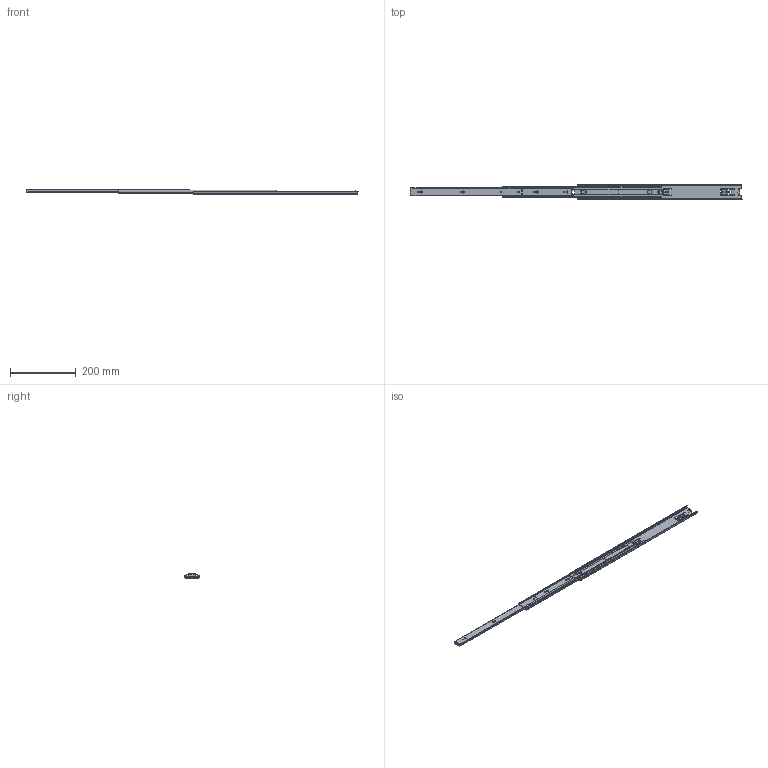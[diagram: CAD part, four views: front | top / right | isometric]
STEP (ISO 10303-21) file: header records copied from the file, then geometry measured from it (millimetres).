
FILE_DESCRIPTION (( 'STEP AP203' ), '1' );
FILE_NAME ('46006200-20.STEP', '2016-05-09T00:48:47', ( '' ), ( '' ), 'SwSTEP 2.0', 'SolidWorks 2016', '' );
FILE_SCHEMA (( 'CONFIG_CONTROL_DESIGN' ));
Length unit declared in the file: millimetre
Products named in the file (4): 46006200-20; 46006201-20; 46006202-20; 46006203-20
Assembly tree (3 placements, depth 2):
  46006200-20
    46006201-20
    46006202-20
    46006203-20
Bounding box: 1008 x 45.4 x 12.7 mm (x, y, z)
Volume: 87016 mm3; surface area: 143847.3 mm2
Topology: 3 solids, 3 shells, 413 faces, 1195 edges, 785 vertices
Faces by surface type: cylinder 193, plane 192, bspline 26, sphere 2
Entity records: 15762 total; most frequent: CARTESIAN_POINT 4284, ORIENTED_EDGE 2384, DIRECTION 2253, EDGE_CURVE 1192, VERTEX_POINT 785, AXIS2_PLACEMENT_3D 769, LINE 715, VECTOR 715
